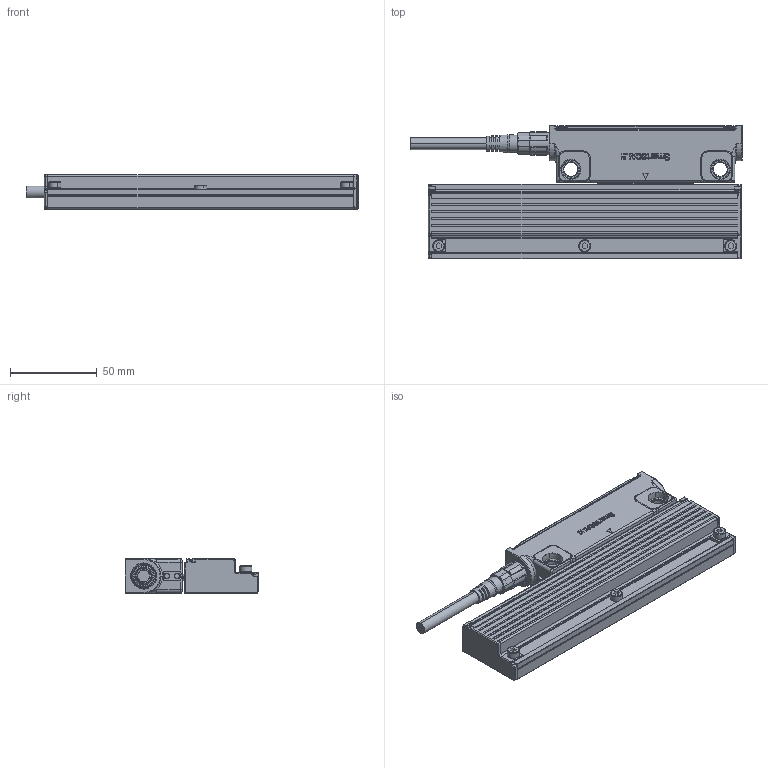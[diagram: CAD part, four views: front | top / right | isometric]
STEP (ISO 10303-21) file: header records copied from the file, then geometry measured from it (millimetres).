
FILE_DESCRIPTION(('CATIA V5 STEP','CAx-IF Rec.Pracs.--- Model Styling and Organization---1.4--- 2014-01-23'),'2;1');
FILE_NAME('SQ57-007-R.stp','2024-07-07T23:18:48+00:00',('none'),('none'),'CATIA Version 5-6 Release 2017 SP5','CATIA V5 STEP AP214','none');
FILE_SCHEMA(('AUTOMOTIVE_DESIGN { 1 0 10303 214 1 1 1 1 }'));
Products named in the file (4): SQ57-007-R; Head ASSY_R; Scale base 70; Scale cover 70
Assembly tree (3 placements, depth 2):
  SQ57-007-R
    Head ASSY_R
    Scale base 70
    Scale cover 70
Bounding box: 191 x 77 x 20 mm (x, y, z)
Volume: 159696.9 mm3; surface area: 84062 mm2
Topology: 3 solids, 28 shells, 3619 faces, 9771 edges, 6233 vertices
Faces by surface type: cone 1129, plane 994, cylinder 765, bspline 515, torus 175, sphere 34, extrusion 7
Entity records: 134243 total; most frequent: CARTESIAN_POINT 52567, ORIENTED_EDGE 19438, DIRECTION 12356, EDGE_CURVE 9719, VERTEX_POINT 6233, AXIS2_PLACEMENT_3D 6055, VECTOR 3976, LINE 3969
